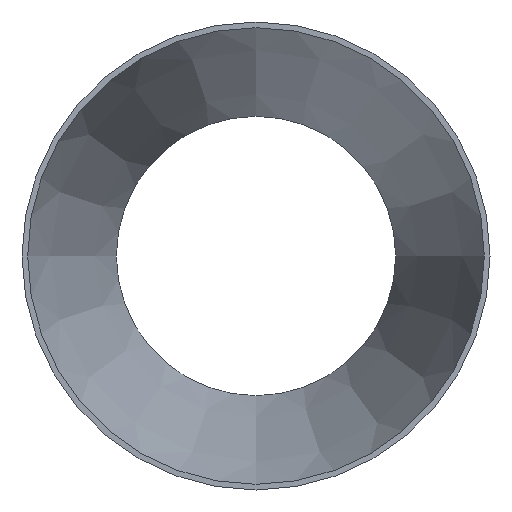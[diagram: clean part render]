
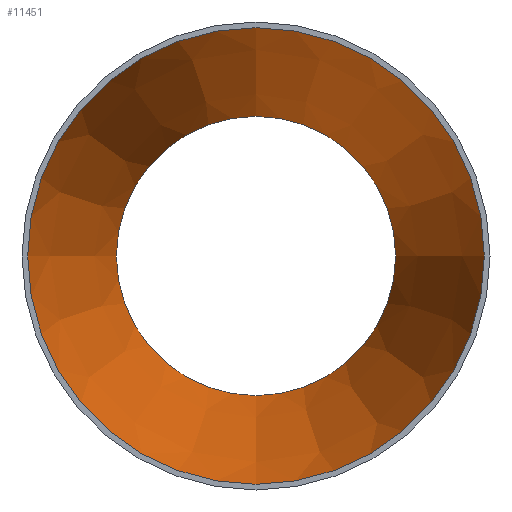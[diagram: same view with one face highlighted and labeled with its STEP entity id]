
A CAD part, front view. The second image highlights one B-rep face of the part: STEP entity #11451.
In plain terms, the highlighted conical face has half-angle 15.241 degrees and reference radius 124.891 mm.
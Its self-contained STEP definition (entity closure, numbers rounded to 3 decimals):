
#869 = AXIS2_PLACEMENT_3D ( 'NONE', #25883, #10563, #22253 ) ;
#2866 = AXIS2_PLACEMENT_3D ( 'NONE', #29757, #3535, #15216 ) ;
#3535 = DIRECTION ( 'NONE',  ( 0., -1., 0. ) ) ;
#4497 = DIRECTION ( 'NONE',  ( 0., -1., 0. ) ) ;
#4643 = VERTEX_POINT ( 'NONE', #34490 ) ;
#10563 = DIRECTION ( 'NONE',  ( 0., -1., 0. ) ) ;
#11152 = CARTESIAN_POINT ( 'NONE',  ( 0., 0., -124.891 ) ) ;
#11451 = ADVANCED_FACE ( 'NONE', ( #25314, #36811 ), #33288, .F. ) ;
#12868 = CIRCLE ( 'NONE', #22014, 76.391 ) ;
#15167 = EDGE_CURVE ( 'NONE', #4643, #4643, #12868, .T. ) ;
#15216 = DIRECTION ( 'NONE',  ( 0., 0., -1. ) ) ;
#16864 = EDGE_LOOP ( 'NONE', ( #29433 ) ) ;
#19373 = CIRCLE ( 'NONE', #2866, 124.891 ) ;
#22014 = AXIS2_PLACEMENT_3D ( 'NONE', #30727, #4497, #27292 ) ;
#22253 = DIRECTION ( 'NONE',  ( 0., 0., -1. ) ) ;
#25314 = FACE_BOUND ( 'NONE', #16864, .T. ) ;
#25516 = VERTEX_POINT ( 'NONE', #11152 ) ;
#25883 = CARTESIAN_POINT ( 'NONE',  ( 0., 0., 0. ) ) ;
#27292 = DIRECTION ( 'NONE',  ( 0., 0., -1. ) ) ;
#29433 = ORIENTED_EDGE ( 'NONE', *, *, #15167, .F. ) ;
#29757 = CARTESIAN_POINT ( 'NONE',  ( 0., 0., 0. ) ) ;
#30727 = CARTESIAN_POINT ( 'NONE',  ( 0., 178., 0. ) ) ;
#31980 = EDGE_CURVE ( 'NONE', #25516, #25516, #19373, .T. ) ;
#33288 = CONICAL_SURFACE ( 'NONE', #869, 124.891, 0.266 ) ;
#34490 = CARTESIAN_POINT ( 'NONE',  ( 0., 178., -76.391 ) ) ;
#36645 = ORIENTED_EDGE ( 'NONE', *, *, #31980, .T. ) ;
#36811 = FACE_OUTER_BOUND ( 'NONE', #37401, .T. ) ;
#37401 = EDGE_LOOP ( 'NONE', ( #36645 ) ) ;
